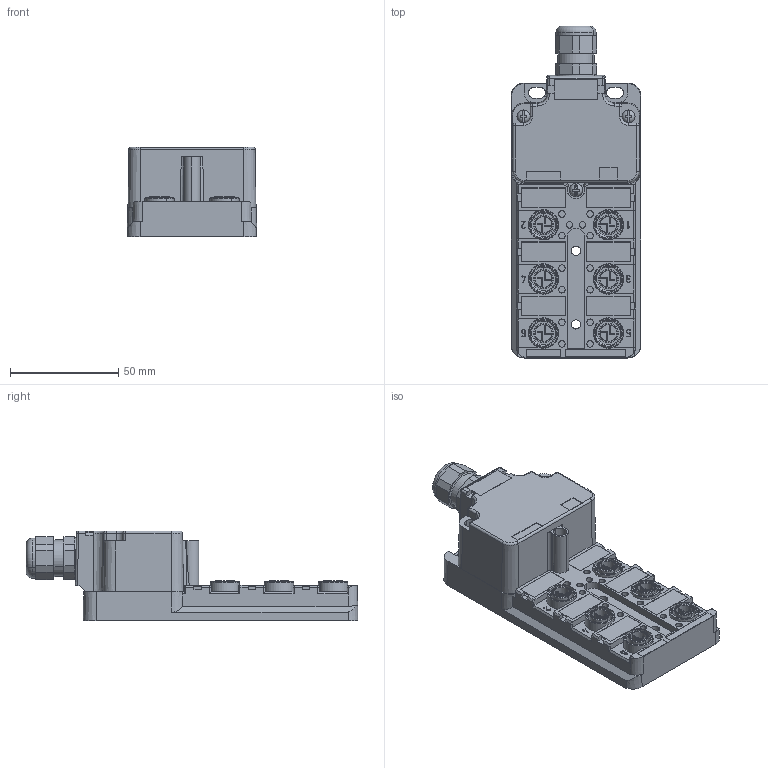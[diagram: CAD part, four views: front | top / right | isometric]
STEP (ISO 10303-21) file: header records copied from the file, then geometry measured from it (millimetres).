
FILE_DESCRIPTION(('CATIA V5 STEP Exchange','CAx-IF Rec.Pracs.--- Model Styling and Organization---1.4--- 2014-01-23'),'2;1');
FILE_NAME ('020819-3_0', '2021-01-14T17:10:33+00:00', ('none'), ('Weidmueller'), 'CATIA Version 5-6 Release 2016 SP3 HF44', 'CATIA V5 STEP AP214', 'none');
FILE_SCHEMA(('AUTOMOTIVE_DESIGN { 1 0 10303 214 1 1 1 1 }'));
Products named in the file (1): 1766790000
Bounding box: 60 x 153.33 x 41.5 mm (x, y, z)
Volume: 125169.3 mm3; surface area: 68275.7 mm2
Topology: 49 solids, 50 shells, 2552 faces, 6848 edges, 4473 vertices
Faces by surface type: plane 1514, cylinder 812, torus 118, cone 102, sphere 6
Entity records: 75368 total; most frequent: CARTESIAN_POINT 14571, ORIENTED_EDGE 13680, DIRECTION 10394, EDGE_CURVE 6840, VECTOR 4601, LINE 4601, VERTEX_POINT 4473, AXIS2_PLACEMENT_3D 3875
